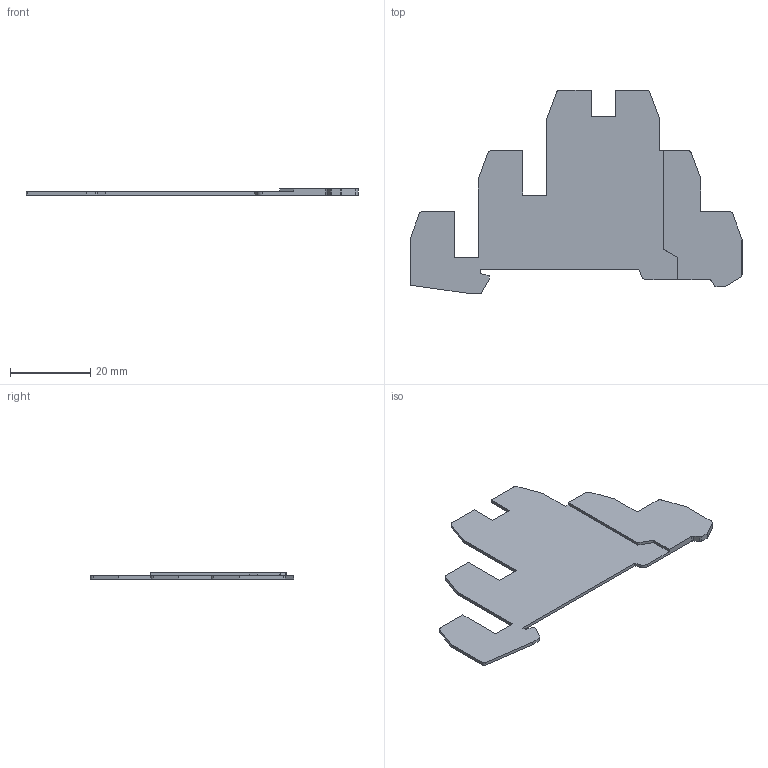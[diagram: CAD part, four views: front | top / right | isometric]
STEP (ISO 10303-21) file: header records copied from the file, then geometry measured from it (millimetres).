
FILE_DESCRIPTION(('Creo Elements/Direct Modeling STEP Export'),'2;1');
FILE_NAME('TLD-PI.stp','2015-01-28T11:22:31',(''),(''),'PTC Creo Elements/Direct Modeling STEP processor for AP214 (Solid Model)','PTC Creo Elements/Direct Modeling 19.0A 04-Oct-2014 (C) Parametric Technology GmbH','');
FILE_SCHEMA(('AUTOMOTIVE_DESIGN { 1 0 10303 214 1 1 1 1 }'));
Length unit declared in the file: millimetre
Products named in the file (2): TLD-PI
Assembly tree (1 placements, depth 2):
  TLD-PI
    TLD-PI
Bounding box: 82.5 x 50.5 x 1.5 mm (x, y, z)
Volume: 2212.4 mm3; surface area: 5086.7 mm2
Topology: 1 solids, 1 shells, 56 faces, 162 edges, 108 vertices
Faces by surface type: plane 43, cylinder 13
Entity records: 1877 total; most frequent: CARTESIAN_POINT 328, ORIENTED_EDGE 324, DIRECTION 304, EDGE_CURVE 162, VECTOR 136, LINE 136, VERTEX_POINT 108, AXIS2_PLACEMENT_3D 84
